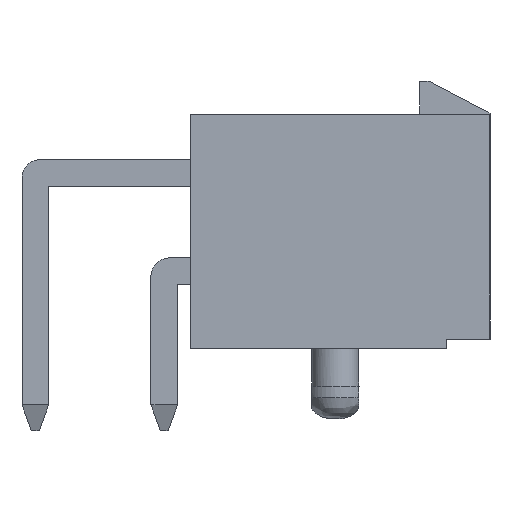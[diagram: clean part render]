
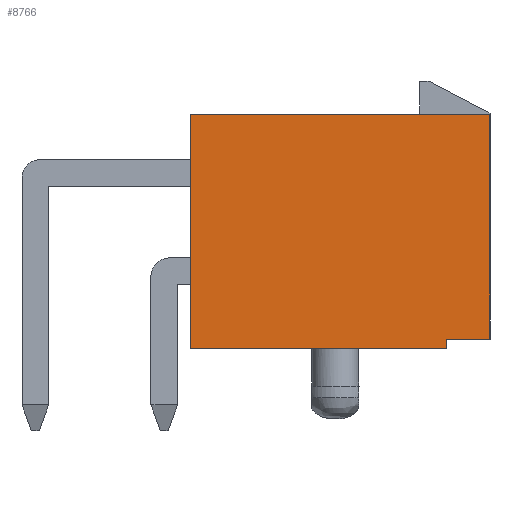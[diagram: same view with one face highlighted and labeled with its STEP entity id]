
A CAD part, left-side view. The second image highlights one B-rep face of the part: STEP entity #8766.
In plain terms, the highlighted planar face has unit normal (-1, 0, 0).
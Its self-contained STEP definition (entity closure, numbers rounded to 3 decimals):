
#981=ORIENTED_EDGE('',*,*,#3074,.T.);
#982=ORIENTED_EDGE('',*,*,#3385,.T.);
#983=ORIENTED_EDGE('',*,*,#2973,.T.);
#984=ORIENTED_EDGE('',*,*,#3387,.T.);
#985=ORIENTED_EDGE('',*,*,#3388,.T.);
#986=ORIENTED_EDGE('',*,*,#2919,.T.);
#2919=EDGE_CURVE('',#4133,#4132,#4912,.T.);
#2973=EDGE_CURVE('',#4180,#4181,#4964,.T.);
#3074=EDGE_CURVE('',#4132,#4267,#5064,.T.);
#3385=EDGE_CURVE('',#4267,#4180,#5374,.T.);
#3387=EDGE_CURVE('',#4181,#4560,#5376,.T.);
#3388=EDGE_CURVE('',#4560,#4133,#5377,.T.);
#4132=VERTEX_POINT('',#12797);
#4133=VERTEX_POINT('',#12799);
#4180=VERTEX_POINT('',#12905);
#4181=VERTEX_POINT('',#12906);
#4267=VERTEX_POINT('',#13093);
#4560=VERTEX_POINT('',#13737);
#4912=LINE('',#12798,#6103);
#4964=LINE('',#12904,#6155);
#5064=LINE('',#13094,#6255);
#5374=LINE('',#13732,#6565);
#5376=LINE('',#13736,#6567);
#5377=LINE('',#13738,#6568);
#6103=VECTOR('',#9901,1000.);
#6155=VECTOR('',#9967,1000.);
#6255=VECTOR('',#10071,1000.);
#6565=VECTOR('',#10453,1000.);
#6567=VECTOR('',#10459,1000.);
#6568=VECTOR('',#10460,1000.);
#7276=EDGE_LOOP('',(#981,#982,#983,#984,#985,#986));
#7845=FACE_BOUND('',#7276,.T.);
#8316=PLANE('',#9253);
#8766=ADVANCED_FACE('',(#7845),#8316,.T.);
#9253=AXIS2_PLACEMENT_3D('',#13735,#10457,#10458);
#9901=DIRECTION('',(0.,-1.,0.));
#9967=DIRECTION('',(0.,0.,-1.));
#10071=DIRECTION('',(0.,0.,1.));
#10453=DIRECTION('',(0.,1.,0.));
#10457=DIRECTION('',(-1.,0.,0.));
#10458=DIRECTION('',(0.,0.,1.));
#10459=DIRECTION('',(0.,-1.,0.));
#10460=DIRECTION('',(0.,0.,1.));
#12797=CARTESIAN_POINT('',(-21.6,-6.4,-4.8));
#12798=CARTESIAN_POINT('',(-21.6,6.4,-4.8));
#12799=CARTESIAN_POINT('',(-21.6,-4.55,-4.8));
#12904=CARTESIAN_POINT('',(-21.6,6.4,4.8));
#12905=CARTESIAN_POINT('',(-21.6,6.4,4.8));
#12906=CARTESIAN_POINT('',(-21.6,6.4,-5.2));
#13093=CARTESIAN_POINT('',(-21.6,-6.4,4.8));
#13094=CARTESIAN_POINT('',(-21.6,-6.4,-4.8));
#13732=CARTESIAN_POINT('',(-21.6,-6.4,4.8));
#13735=CARTESIAN_POINT('',(-21.6,0.,0.));
#13736=CARTESIAN_POINT('',(-21.6,6.4,-5.2));
#13737=CARTESIAN_POINT('',(-21.6,-4.55,-5.2));
#13738=CARTESIAN_POINT('',(-21.6,-4.55,-5.2));
